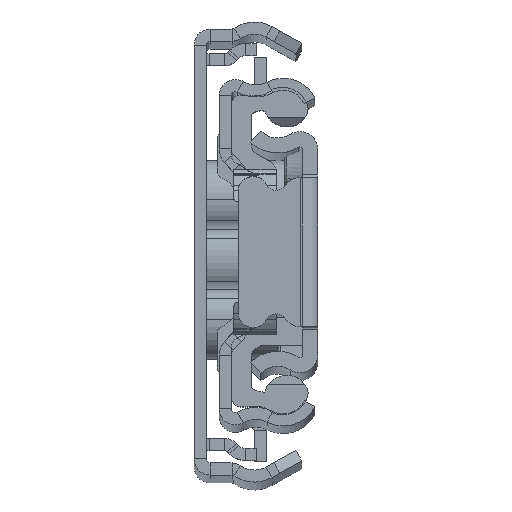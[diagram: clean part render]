
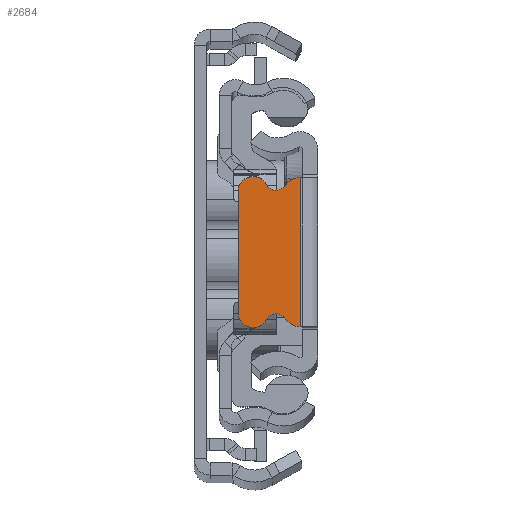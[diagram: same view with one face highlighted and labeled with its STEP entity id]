
A CAD part, top view. The second image highlights one B-rep face of the part: STEP entity #2684.
In plain terms, the highlighted planar face has unit normal (0, 0, 1).
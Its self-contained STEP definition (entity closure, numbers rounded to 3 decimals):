
#625 = DIRECTION ( 'NONE',  ( 0., 0., -1. ) ) ;
#850 = DIRECTION ( 'NONE',  ( -1., 0., 0. ) ) ;
#1104 = ORIENTED_EDGE ( 'NONE', *, *, #8003, .T. ) ;
#1867 = EDGE_CURVE ( 'NONE', #21082, #13136, #12235, .T. ) ;
#2684 = ADVANCED_FACE ( 'NONE', ( #9314 ), #23505, .T. ) ;
#3076 = LINE ( 'NONE', #6620, #14575 ) ;
#4040 = EDGE_CURVE ( 'NONE', #24887, #10727, #25289, .T. ) ;
#4556 = DIRECTION ( 'NONE',  ( 0., -1., 0. ) ) ;
#4577 = DIRECTION ( 'NONE',  ( 0., -1., 0. ) ) ;
#4852 = CIRCLE ( 'NONE', #19967, 1.5 ) ;
#4958 = ORIENTED_EDGE ( 'NONE', *, *, #9462, .T. ) ;
#4959 = DIRECTION ( 'NONE',  ( 1., 0., 0. ) ) ;
#4986 = AXIS2_PLACEMENT_3D ( 'NONE', #24030, #5502, #21994 ) ;
#5304 = DIRECTION ( 'NONE',  ( 0., 0., 1. ) ) ;
#5502 = DIRECTION ( 'NONE',  ( 0., 0., -1. ) ) ;
#5548 = CARTESIAN_POINT ( 'NONE',  ( -1.929, 7.37, 0. ) ) ;
#5793 = AXIS2_PLACEMENT_3D ( 'NONE', #21820, #21322, #9011 ) ;
#6620 = CARTESIAN_POINT ( 'NONE',  ( -7.929, -6., 0. ) ) ;
#6951 = AXIS2_PLACEMENT_3D ( 'NONE', #19458, #9183, #4959 ) ;
#6954 = ORIENTED_EDGE ( 'NONE', *, *, #4040, .T. ) ;
#7375 = AXIS2_PLACEMENT_3D ( 'NONE', #12837, #625, #23502 ) ;
#7618 = DIRECTION ( 'NONE',  ( -1., 0., 0. ) ) ;
#7674 = EDGE_CURVE ( 'NONE', #9063, #24887, #11887, .T. ) ;
#8003 = EDGE_CURVE ( 'NONE', #18825, #8239, #10865, .T. ) ;
#8094 = CARTESIAN_POINT ( 'NONE',  ( -7.929, -6., 0. ) ) ;
#8239 = VERTEX_POINT ( 'NONE', #8342 ) ;
#8342 = CARTESIAN_POINT ( 'NONE',  ( -3.206, -6.658, 0. ) ) ;
#9011 = DIRECTION ( 'NONE',  ( 1., 0., 0. ) ) ;
#9063 = VERTEX_POINT ( 'NONE', #5548 ) ;
#9130 = CARTESIAN_POINT ( 'NONE',  ( -1.929, -5.87, 0. ) ) ;
#9183 = DIRECTION ( 'NONE',  ( 0., 0., 1. ) ) ;
#9275 = DIRECTION ( 'NONE',  ( 0., 0., 1. ) ) ;
#9307 = CARTESIAN_POINT ( 'NONE',  ( -1.75, 7.37, 0. ) ) ;
#9314 = FACE_OUTER_BOUND ( 'NONE', #15057, .T. ) ;
#9462 = EDGE_CURVE ( 'NONE', #22912, #18825, #19639, .T. ) ;
#9874 = ORIENTED_EDGE ( 'NONE', *, *, #19333, .F. ) ;
#10175 = CARTESIAN_POINT ( 'NONE',  ( -7.929, 6., 0. ) ) ;
#10280 = ORIENTED_EDGE ( 'NONE', *, *, #1867, .F. ) ;
#10727 = VERTEX_POINT ( 'NONE', #13458 ) ;
#10820 = EDGE_CURVE ( 'NONE', #9063, #21911, #14395, .T. ) ;
#10865 = CIRCLE ( 'NONE', #7375, 1.1 ) ;
#11887 = CIRCLE ( 'NONE', #24814, 1.5 ) ;
#11965 = ORIENTED_EDGE ( 'NONE', *, *, #23476, .T. ) ;
#12235 = LINE ( 'NONE', #20342, #21183 ) ;
#12358 = ORIENTED_EDGE ( 'NONE', *, *, #24071, .T. ) ;
#12370 = CARTESIAN_POINT ( 'NONE',  ( -1.929, 7.37, 0. ) ) ;
#12384 = VERTEX_POINT ( 'NONE', #10175 ) ;
#12837 = CARTESIAN_POINT ( 'NONE',  ( -4.142, -7.236, 0. ) ) ;
#13136 = VERTEX_POINT ( 'NONE', #14174 ) ;
#13458 = CARTESIAN_POINT ( 'NONE',  ( -5.109, 6.713, 0. ) ) ;
#13679 = CIRCLE ( 'NONE', #26195, 1.5 ) ;
#13715 = EDGE_CURVE ( 'NONE', #8239, #13136, #4852, .T. ) ;
#14174 = CARTESIAN_POINT ( 'NONE',  ( -1.929, -7.37, 0. ) ) ;
#14395 = LINE ( 'NONE', #12370, #15493 ) ;
#14575 = VECTOR ( 'NONE', #4577, 1000. ) ;
#14855 = LINE ( 'NONE', #23096, #19176 ) ;
#15057 = EDGE_LOOP ( 'NONE', ( #9874, #15657, #22197, #6954, #11965, #12358, #4958, #1104, #23264, #10280 ) ) ;
#15459 = DIRECTION ( 'NONE',  ( 1., 0., 0. ) ) ;
#15493 = VECTOR ( 'NONE', #26141, 1000. ) ;
#15624 = DIRECTION ( 'NONE',  ( -1., 0., 0. ) ) ;
#15657 = ORIENTED_EDGE ( 'NONE', *, *, #10820, .F. ) ;
#16028 = CARTESIAN_POINT ( 'NONE',  ( -5.109, -6.713, 0. ) ) ;
#16263 = CARTESIAN_POINT ( 'NONE',  ( -1.75, -7.37, 0. ) ) ;
#18825 = VERTEX_POINT ( 'NONE', #16028 ) ;
#19018 = CARTESIAN_POINT ( 'NONE',  ( -1.929, 5.87, 0. ) ) ;
#19176 = VECTOR ( 'NONE', #4556, 1000. ) ;
#19333 = EDGE_CURVE ( 'NONE', #21911, #21082, #14855, .T. ) ;
#19458 = CARTESIAN_POINT ( 'NONE',  ( 444.071, 0., 0. ) ) ;
#19639 = CIRCLE ( 'NONE', #5793, 1.5 ) ;
#19967 = AXIS2_PLACEMENT_3D ( 'NONE', #9130, #5304, #15459 ) ;
#20342 = CARTESIAN_POINT ( 'NONE',  ( -1.929, -7.37, 0. ) ) ;
#21082 = VERTEX_POINT ( 'NONE', #16263 ) ;
#21183 = VECTOR ( 'NONE', #7618, 1000. ) ;
#21322 = DIRECTION ( 'NONE',  ( 0., 0., 1. ) ) ;
#21820 = CARTESIAN_POINT ( 'NONE',  ( -6.429, -6., 0. ) ) ;
#21911 = VERTEX_POINT ( 'NONE', #9307 ) ;
#21994 = DIRECTION ( 'NONE',  ( 1., 0., 0. ) ) ;
#22197 = ORIENTED_EDGE ( 'NONE', *, *, #7674, .T. ) ;
#22912 = VERTEX_POINT ( 'NONE', #8094 ) ;
#23096 = CARTESIAN_POINT ( 'NONE',  ( -1.75, 0., 0. ) ) ;
#23264 = ORIENTED_EDGE ( 'NONE', *, *, #13715, .T. ) ;
#23476 = EDGE_CURVE ( 'NONE', #10727, #12384, #13679, .T. ) ;
#23502 = DIRECTION ( 'NONE',  ( -1., 0., 0. ) ) ;
#23505 = PLANE ( 'NONE',  #6951 ) ;
#24030 = CARTESIAN_POINT ( 'NONE',  ( -4.142, 7.236, 0. ) ) ;
#24071 = EDGE_CURVE ( 'NONE', #12384, #22912, #3076, .T. ) ;
#24814 = AXIS2_PLACEMENT_3D ( 'NONE', #19018, #9275, #850 ) ;
#24887 = VERTEX_POINT ( 'NONE', #24941 ) ;
#24941 = CARTESIAN_POINT ( 'NONE',  ( -3.206, 6.658, 0. ) ) ;
#25289 = CIRCLE ( 'NONE', #4986, 1.1 ) ;
#25641 = CARTESIAN_POINT ( 'NONE',  ( -6.429, 6., 0. ) ) ;
#25890 = DIRECTION ( 'NONE',  ( 0., 0., 1. ) ) ;
#26141 = DIRECTION ( 'NONE',  ( 1., 0., 0. ) ) ;
#26195 = AXIS2_PLACEMENT_3D ( 'NONE', #25641, #25890, #15624 ) ;
